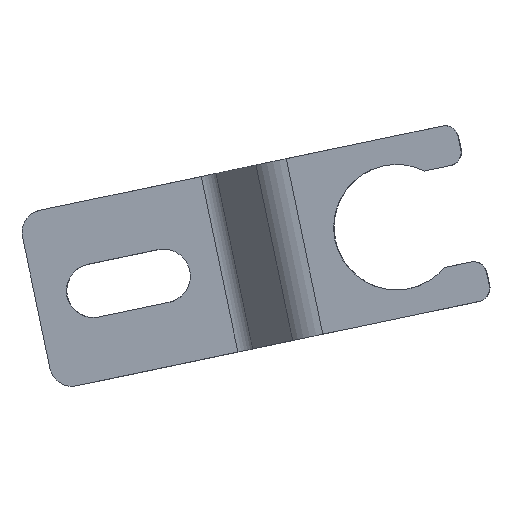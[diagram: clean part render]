
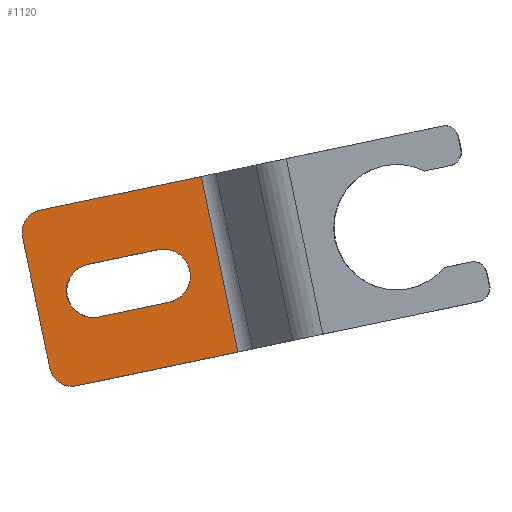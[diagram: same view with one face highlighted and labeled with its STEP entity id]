
A CAD part, top view. The second image highlights one B-rep face of the part: STEP entity #1120.
In plain terms, the highlighted planar face has unit normal (-0.02, -0.004, 1).
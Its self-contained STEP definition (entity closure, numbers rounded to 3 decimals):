
#10=CARTESIAN_POINT('',(-41.084,-174.588,
-81.224));
#20=DIRECTION('',(0.02,0.004,
-1.));
#30=DIRECTION('',(0.979,0.205,0.02
));
#40=AXIS2_PLACEMENT_3D('',#10,#20,#30);
#50=PLANE('',#40);
#60=CARTESIAN_POINT('',(-64.426,-179.468,
-81.711));
#70=DIRECTION('',(-0.02,-0.004,
1.));
#80=DIRECTION('',(-0.205,0.979,
0.));
#90=AXIS2_PLACEMENT_3D('',#60,#70,#80);
#100=CIRCLE('',#90,6.);
#110=CARTESIAN_POINT('',(-65.654,-173.594,
-81.711));
#120=VERTEX_POINT('',#110);
#130=CARTESIAN_POINT('',(-70.298,-180.695,
-81.833));
#140=VERTEX_POINT('',#130);
#150=EDGE_CURVE('',#120,#140,#100,.T.);
#160=ORIENTED_EDGE('',*,*,#150,.F.);
#170=CARTESIAN_POINT('',(-64.426,-179.468,
-81.711));
#180=DIRECTION('',(-0.02,-0.004,
1.));
#190=DIRECTION('',(-0.205,0.979,
0.));
#200=AXIS2_PLACEMENT_3D('',#170,#180,#190);
#210=CIRCLE('',#200,6.);
#220=CARTESIAN_POINT('',(-63.198,-185.341,
-81.711));
#230=VERTEX_POINT('',#220);
#240=EDGE_CURVE('',#140,#230,#210,.T.);
#250=ORIENTED_EDGE('',*,*,#240,.F.);
#260=CARTESIAN_POINT('',(-39.856,-180.461,
-81.224));
#270=DIRECTION('',(-0.979,-0.205,
-0.02));
#280=VECTOR('',#270,1.);
#290=LINE('',#260,#280);
#300=CARTESIAN_POINT('',(-47.54,-182.067,
-81.385));
#310=VERTEX_POINT('',#300);
#320=EDGE_CURVE('',#310,#230,#290,.T.);
#330=ORIENTED_EDGE('',*,*,#320,.T.);
#340=CARTESIAN_POINT('',(-48.768,-176.194,
-81.385));
#350=DIRECTION('',(-0.02,-0.004,
1.));
#360=DIRECTION('',(-0.205,0.979,
0.));
#370=AXIS2_PLACEMENT_3D('',#340,#350,#360);
#380=CIRCLE('',#370,6.);
#390=CARTESIAN_POINT('',(-42.896,-174.967,
-81.262));
#400=VERTEX_POINT('',#390);
#410=EDGE_CURVE('',#310,#400,#380,.T.);
#420=ORIENTED_EDGE('',*,*,#410,.F.);
#430=CARTESIAN_POINT('',(-48.768,-176.194,
-81.385));
#440=DIRECTION('',(-0.02,-0.004,
1.));
#450=DIRECTION('',(-0.205,0.979,
0.));
#460=AXIS2_PLACEMENT_3D('',#430,#440,#450);
#470=CIRCLE('',#460,6.);
#480=CARTESIAN_POINT('',(-49.995,-170.321,
-81.385));
#490=VERTEX_POINT('',#480);
#500=EDGE_CURVE('',#400,#490,#470,.T.);
#510=ORIENTED_EDGE('',*,*,#500,.F.);
#520=CARTESIAN_POINT('',(-42.312,-168.715,
-81.224));
#530=DIRECTION('',(0.979,0.205,
0.02));
#540=VECTOR('',#530,1.);
#550=LINE('',#520,#540);
#560=EDGE_CURVE('',#120,#490,#550,.T.);
#570=ORIENTED_EDGE('',*,*,#560,.T.);
#580=EDGE_LOOP('',(#570,#510,#420,#330,#250,#160));
#590=FACE_BOUND('',#580,.T.);
#600=CARTESIAN_POINT('',(-74.173,-201.937,
-82.));
#610=DIRECTION('',(0.979,0.205,
0.02));
#620=VECTOR('',#610,1.);
#630=LINE('',#600,#620);
#640=CARTESIAN_POINT('',(-68.163,-200.681,
-81.874));
#650=VERTEX_POINT('',#640);
#660=CARTESIAN_POINT('',(-32.15,-193.153,
-81.123));
#670=VERTEX_POINT('',#660);
#680=EDGE_CURVE('',#650,#670,#630,.T.);
#690=ORIENTED_EDGE('',*,*,#680,.T.);
#700=CARTESIAN_POINT('',(-69.186,-195.787,
-81.874));
#710=DIRECTION('',(0.02,0.004,
-1.));
#720=DIRECTION('',(0.979,0.205,
0.02));
#730=AXIS2_PLACEMENT_3D('',#700,#710,#720);
#740=CIRCLE('',#730,5.);
#750=CARTESIAN_POINT('',(-74.079,-196.81,
-81.976));
#760=VERTEX_POINT('',#750);
#770=EDGE_CURVE('',#650,#760,#740,.T.);
#780=ORIENTED_EDGE('',*,*,#770,.F.);
#790=CARTESIAN_POINT('',(-81.24,-162.55,
-81.976));
#800=DIRECTION('',(0.205,-0.979,
0.));
#810=VECTOR('',#800,1.);
#820=LINE('',#790,#810);
#830=CARTESIAN_POINT('',(-80.217,-167.444,
-81.976));
#840=VERTEX_POINT('',#830);
#850=EDGE_CURVE('',#840,#760,#820,.T.);
#860=ORIENTED_EDGE('',*,*,#850,.T.);
#870=CARTESIAN_POINT('',(-75.324,-166.421,
-81.874));
#880=DIRECTION('',(0.02,0.004,
-1.));
#890=DIRECTION('',(0.979,0.205,
0.02));
#900=AXIS2_PLACEMENT_3D('',#870,#880,#890);
#910=CIRCLE('',#900,5.);
#920=CARTESIAN_POINT('',(-76.347,-161.527,
-81.874));
#930=VERTEX_POINT('',#920);
#940=EDGE_CURVE('',#840,#930,#910,.T.);
#950=ORIENTED_EDGE('',*,*,#940,.F.);
#960=CARTESIAN_POINT('',(-33.426,-152.555,
-80.979));
#970=DIRECTION('',(-0.979,-0.205,
-0.02));
#980=VECTOR('',#970,1.);
#990=LINE('',#960,#980);
#1000=CARTESIAN_POINT('',(-40.335,-153.999,
-81.123));
#1010=VERTEX_POINT('',#1000);
#1020=EDGE_CURVE('',#1010,#930,#990,.T.);
#1030=ORIENTED_EDGE('',*,*,#1020,.T.);
#1040=CARTESIAN_POINT('',(-72.531,0.02,
-81.123));
#1050=DIRECTION('',(0.205,-0.979,
0.));
#1060=VECTOR('',#1050,1.);
#1070=LINE('',#1040,#1060);
#1080=EDGE_CURVE('',#1010,#670,#1070,.T.);
#1090=ORIENTED_EDGE('',*,*,#1080,.F.);
#1100=EDGE_LOOP('',(#1090,#1030,#950,#860,#780,#690));
#1110=FACE_OUTER_BOUND('',#1100,.T.);
#1120=ADVANCED_FACE('',(#590,#1110),#50,.F.);
